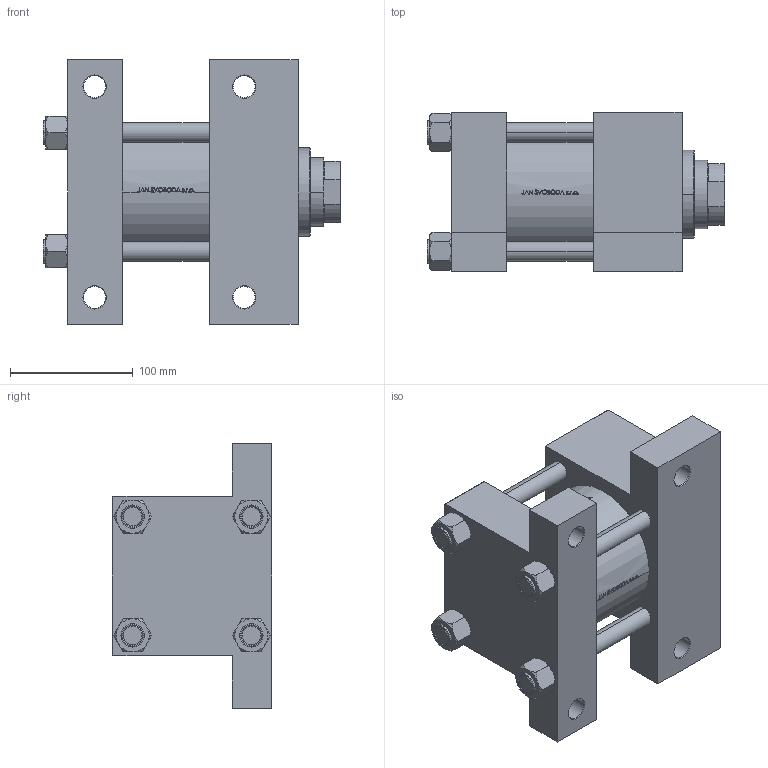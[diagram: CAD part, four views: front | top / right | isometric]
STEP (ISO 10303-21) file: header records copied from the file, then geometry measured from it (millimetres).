
FILE_DESCRIPTION (( 'STEP AP203' ), '1' );
FILE_NAME ('2a07.STEP', '2023-08-23T18:20:53', ( '' ), ( '' ), 'SwSTEP 2.0', 'SolidWorks 2019', '' );
FILE_SCHEMA (( 'CONFIG_CONTROL_DESIGN' ));
Length unit declared in the file: millimetre
Products named in the file (6): NUT_M5_G 63508dffc004a1a3092a27b0c6195a12; V215CR_G_Body 63508dffc004a1a3092a27b0c6195a12; V215_VC_A 63508dffc004a1a3092a27b0c6195a12; V215CR_G_TYCINKA 63508dffc004a1a3092a27b0c6195a12; 2a07; V215CR_VCP_G 63508dffc004a1a3092a27b0c6195a12
Assembly tree (11 placements, depth 2):
  2a07
    V215CR_G_Body 63508dffc004a1a3092a27b0c6195a12
    V215CR_VCP_G 63508dffc004a1a3092a27b0c6195a12
    V215CR_G_TYCINKA 63508dffc004a1a3092a27b0c6195a12  x4
    NUT_M5_G 63508dffc004a1a3092a27b0c6195a12  x4
    V215_VC_A 63508dffc004a1a3092a27b0c6195a12
Bounding box: 243 x 130 x 216 mm (x, y, z)
Volume: 2788823 mm3; surface area: 363712.8 mm2
Topology: 11 solids, 11 shells, 1135 faces, 2908 edges, 1877 vertices
Faces by surface type: plane 479, bspline 380, cone 144, cylinder 124, torus 8
Entity records: 47998 total; most frequent: CARTESIAN_POINT 26047, ORIENTED_EDGE 5080, DIRECTION 3112, EDGE_CURVE 2540, VERTEX_POINT 1655, VECTOR 1316, LINE 1316, EDGE_LOOP 1081
